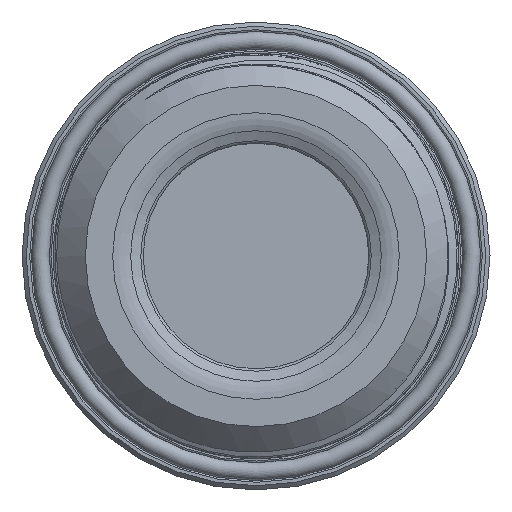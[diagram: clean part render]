
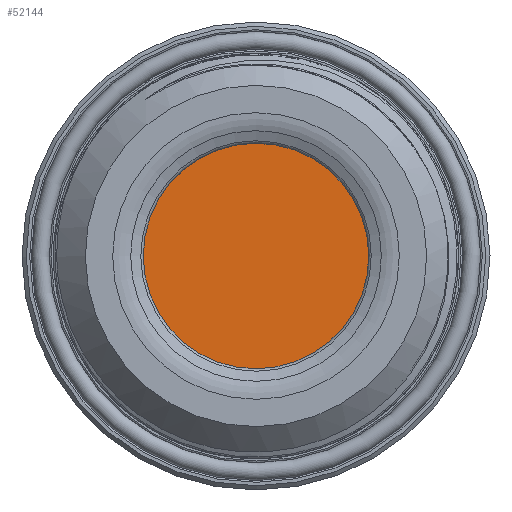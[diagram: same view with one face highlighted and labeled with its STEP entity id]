
A CAD part, left-side view. The second image highlights one B-rep face of the part: STEP entity #52144.
In plain terms, the highlighted face is planar.
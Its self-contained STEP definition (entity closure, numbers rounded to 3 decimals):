
#2975=PLANE('',#56443);
#5409=FACE_OUTER_BOUND('',#8156,.T.);
#8156=EDGE_LOOP('',(#47170));
#9313=CIRCLE('',#56442,13.337);
#24518=VERTEX_POINT('',#108205);
#32173=EDGE_CURVE('',#24518,#24518,#9313,.T.);
#47170=ORIENTED_EDGE('',*,*,#32173,.T.);
#52144=ADVANCED_FACE('',(#5409),#2975,.T.);
#56442=AXIS2_PLACEMENT_3D('',#108207,#68395,#68396);
#56443=AXIS2_PLACEMENT_3D('',#108208,#68397,#68398);
#68395=DIRECTION('center_axis',(1.,0.,0.));
#68396=DIRECTION('ref_axis',(0.,0.,-1.));
#68397=DIRECTION('center_axis',(1.,0.,0.));
#68398=DIRECTION('ref_axis',(0.,0.,-1.));
#108205=CARTESIAN_POINT('',(19.717,-13.337,0.));
#108207=CARTESIAN_POINT('Origin',(19.717,0.,
0.));
#108208=CARTESIAN_POINT('Origin',(19.717,0.,0.));
